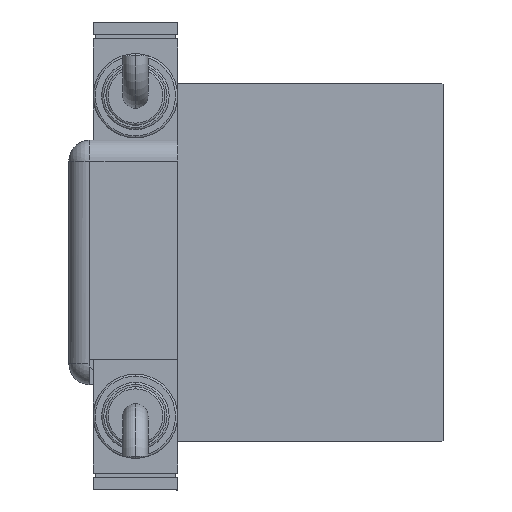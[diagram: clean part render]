
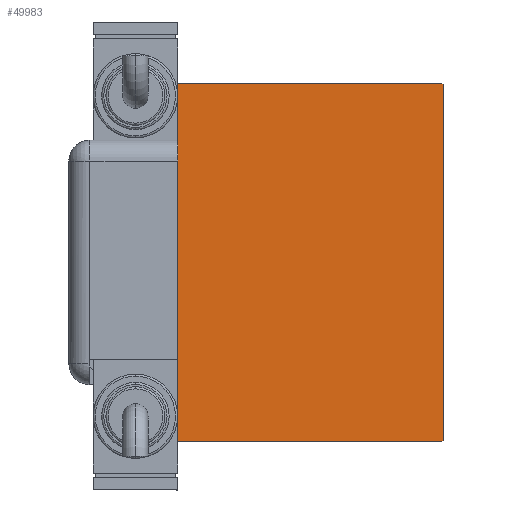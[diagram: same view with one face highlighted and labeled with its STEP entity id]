
A CAD part, left-side view. The second image highlights one B-rep face of the part: STEP entity #49983.
In plain terms, the highlighted face is planar.
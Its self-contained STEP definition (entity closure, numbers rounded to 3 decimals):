
#140 = VECTOR ( 'NONE', #51151, 1000. ) ;
#1016 = CARTESIAN_POINT ( 'NONE',  ( 143., 36.85, 36.85 ) ) ;
#1294 = VERTEX_POINT ( 'NONE', #14469 ) ;
#2136 = EDGE_CURVE ( 'NONE', #8439, #50578, #5809, .T. ) ;
#2625 = AXIS2_PLACEMENT_3D ( 'NONE', #56555, #15655, #16823 ) ;
#2628 = VECTOR ( 'NONE', #27891, 1000. ) ;
#4260 = VERTEX_POINT ( 'NONE', #57143 ) ;
#4643 = EDGE_CURVE ( 'NONE', #8078, #50053, #29895, .T. ) ;
#5712 = ORIENTED_EDGE ( 'NONE', *, *, #4643, .T. ) ;
#5809 = LINE ( 'NONE', #18964, #43298 ) ;
#8078 = VERTEX_POINT ( 'NONE', #28101 ) ;
#8439 = VERTEX_POINT ( 'NONE', #38640 ) ;
#8767 = CARTESIAN_POINT ( 'NONE',  ( 143., 31.5, 42.2 ) ) ;
#9444 = ORIENTED_EDGE ( 'NONE', *, *, #14224, .T. ) ;
#9690 = CARTESIAN_POINT ( 'NONE',  ( 143., -36.85, -36.85 ) ) ;
#9959 = ORIENTED_EDGE ( 'NONE', *, *, #12039, .T. ) ;
#10177 = EDGE_CURVE ( 'NONE', #16818, #8078, #37102, .T. ) ;
#10729 = DIRECTION ( 'NONE',  ( 0., 0., -1. ) ) ;
#12039 = EDGE_CURVE ( 'NONE', #50053, #1294, #54241, .T. ) ;
#13950 = LINE ( 'NONE', #31234, #45357 ) ;
#14224 = EDGE_CURVE ( 'NONE', #1294, #4260, #19690, .T. ) ;
#14469 = CARTESIAN_POINT ( 'NONE',  ( 143., -31.5, 42.2 ) ) ;
#15655 = DIRECTION ( 'NONE',  ( 1., 0., 0. ) ) ;
#16818 = VERTEX_POINT ( 'NONE', #8767 ) ;
#16823 = DIRECTION ( 'NONE',  ( 0., 0., -1. ) ) ;
#18964 = CARTESIAN_POINT ( 'NONE',  ( 143., 36.85, -36.85 ) ) ;
#19690 = LINE ( 'NONE', #38138, #53160 ) ;
#20162 = PLANE ( 'NONE',  #2625 ) ;
#20488 = CARTESIAN_POINT ( 'NONE',  ( 143., -31.5, -42.5 ) ) ;
#20770 = LINE ( 'NONE', #20488, #44736 ) ;
#21026 = FACE_OUTER_BOUND ( 'NONE', #37228, .T. ) ;
#21698 = CARTESIAN_POINT ( 'NONE',  ( 143., 31.5, -42.2 ) ) ;
#22614 = DIRECTION ( 'NONE',  ( 0., 0., 1. ) ) ;
#23194 = CARTESIAN_POINT ( 'NONE',  ( 143., -31.2, -42.5 ) ) ;
#23707 = DIRECTION ( 'NONE',  ( 0., -0.707, -0.707 ) ) ;
#23733 = DIRECTION ( 'NONE',  ( 0., 0.707, 0.707 ) ) ;
#24004 = LINE ( 'NONE', #9690, #2628 ) ;
#27521 = ORIENTED_EDGE ( 'NONE', *, *, #2136, .T. ) ;
#27891 = DIRECTION ( 'NONE',  ( 0., 0.707, -0.707 ) ) ;
#28101 = CARTESIAN_POINT ( 'NONE',  ( 143., 31.2, 42.5 ) ) ;
#29388 = VERTEX_POINT ( 'NONE', #23194 ) ;
#29895 = LINE ( 'NONE', #42762, #54357 ) ;
#30182 = DIRECTION ( 'NONE',  ( 0., -1., 0. ) ) ;
#31234 = CARTESIAN_POINT ( 'NONE',  ( 143., 31.5, -42.5 ) ) ;
#35063 = DIRECTION ( 'NONE',  ( 0., 1., 0. ) ) ;
#36054 = ORIENTED_EDGE ( 'NONE', *, *, #45528, .T. ) ;
#36204 = EDGE_CURVE ( 'NONE', #50578, #16818, #13950, .T. ) ;
#37102 = LINE ( 'NONE', #1016, #140 ) ;
#37228 = EDGE_LOOP ( 'NONE', ( #54264, #27521, #52661, #57467, #5712, #9959, #9444, #36054 ) ) ;
#38138 = CARTESIAN_POINT ( 'NONE',  ( 143., -31.5, 42.5 ) ) ;
#38640 = CARTESIAN_POINT ( 'NONE',  ( 143., 31.2, -42.5 ) ) ;
#39504 = CARTESIAN_POINT ( 'NONE',  ( 143., -31.2, 42.5 ) ) ;
#40504 = CARTESIAN_POINT ( 'NONE',  ( 143., -36.85, 36.85 ) ) ;
#42762 = CARTESIAN_POINT ( 'NONE',  ( 143., 31.5, 42.5 ) ) ;
#43298 = VECTOR ( 'NONE', #23733, 1000. ) ;
#44736 = VECTOR ( 'NONE', #35063, 1000. ) ;
#45357 = VECTOR ( 'NONE', #22614, 1000. ) ;
#45528 = EDGE_CURVE ( 'NONE', #4260, #29388, #24004, .T. ) ;
#49983 = ADVANCED_FACE ( 'NONE', ( #21026 ), #20162, .T. ) ;
#50053 = VERTEX_POINT ( 'NONE', #39504 ) ;
#50578 = VERTEX_POINT ( 'NONE', #21698 ) ;
#51151 = DIRECTION ( 'NONE',  ( 0., -0.707, 0.707 ) ) ;
#52661 = ORIENTED_EDGE ( 'NONE', *, *, #36204, .T. ) ;
#53160 = VECTOR ( 'NONE', #10729, 1000. ) ;
#54241 = LINE ( 'NONE', #40504, #54534 ) ;
#54264 = ORIENTED_EDGE ( 'NONE', *, *, #55387, .T. ) ;
#54357 = VECTOR ( 'NONE', #30182, 1000. ) ;
#54534 = VECTOR ( 'NONE', #23707, 1000. ) ;
#55387 = EDGE_CURVE ( 'NONE', #29388, #8439, #20770, .T. ) ;
#56555 = CARTESIAN_POINT ( 'NONE',  ( 143., 0., 0. ) ) ;
#57143 = CARTESIAN_POINT ( 'NONE',  ( 143., -31.5, -42.2 ) ) ;
#57467 = ORIENTED_EDGE ( 'NONE', *, *, #10177, .T. ) ;
